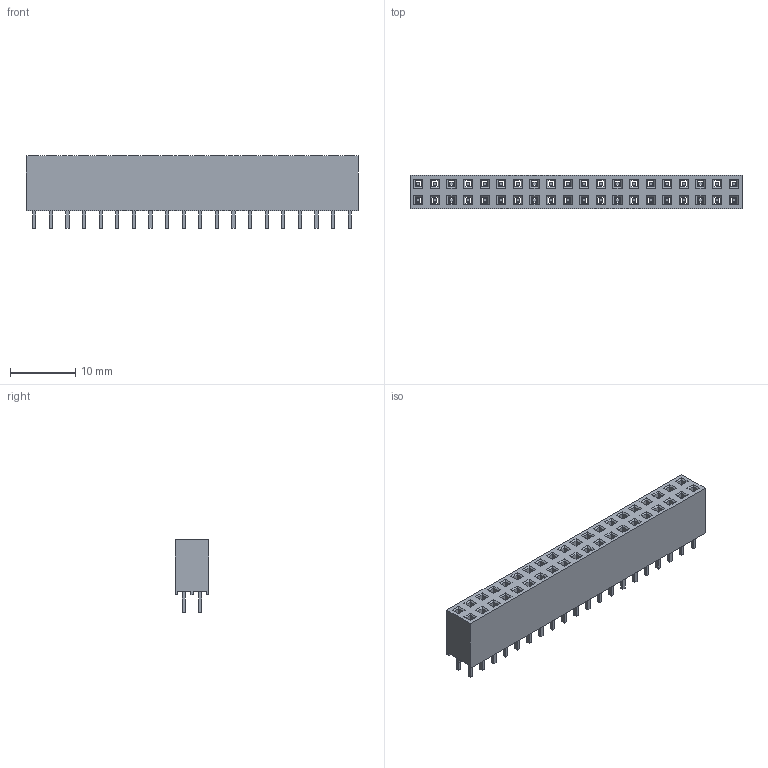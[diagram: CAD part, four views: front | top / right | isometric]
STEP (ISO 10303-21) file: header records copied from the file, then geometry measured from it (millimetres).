
FILE_DESCRIPTION(('FreeCAD Model'),'2;1');
FILE_NAME('Fusion.step','2017-03-10T19:49:58',( 'Author'),(''),'Open CASCADE STEP processor 6.8','FreeCAD','Unknown' );
FILE_SCHEMA(('AUTOMOTIVE_DESIGN_CC2 { 1 2 10303 214 -1 1 5 4 }'));
Length unit declared in the file: millimetre
Products named in the file (2): ASSEMBLY; Fusion
Assembly tree (1 placements, depth 2):
  ASSEMBLY
    Fusion
Bounding box: 50.8 x 5.08 x 11.1 mm (x, y, z)
Volume: 1810.5 mm3; surface area: 3252.4 mm2
Topology: 41 solids, 41 shells, 574 faces, 1316 edges, 824 vertices
Faces by surface type: plane 574
Entity records: 36858 total; most frequent: CARTESIAN_POINT 5348, DIRECTION 5100, LINE 3948, VECTOR 3948, ORIENTED_EDGE 2632, PCURVE 2632, DEFINITIONAL_REPRESENTATION 2632, EDGE_CURVE 1316
